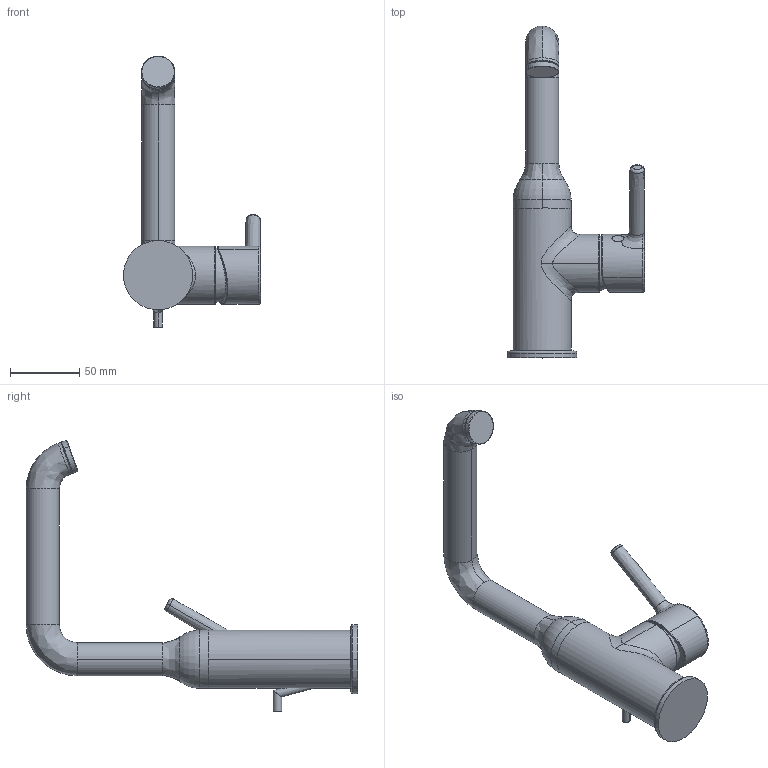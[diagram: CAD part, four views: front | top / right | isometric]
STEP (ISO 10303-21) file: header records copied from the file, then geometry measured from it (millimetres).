
FILE_DESCRIPTION (( 'STEP AP203' ), '1' );
FILE_NAME ('54542207(2022).STEP', '2022-02-09T06:46:59', ( '' ), ( '' ), 'SwSTEP 2.0', 'SolidWorks 2016', '' );
FILE_SCHEMA (( 'CONFIG_CONTROL_DESIGN' ));
Length unit declared in the file: millimetre
Products named in the file (1): 54542207(2022)
Bounding box: 98.91 x 239.4 x 196.01 mm (x, y, z)
Volume: 373521.1 mm3; surface area: 51558.2 mm2
Topology: 1 solids, 2 shells, 88 faces, 198 edges, 122 vertices
Faces by surface type: bspline 38, cylinder 28, plane 14, torus 5, cone 2, sphere 1
Entity records: 8934 total; most frequent: CARTESIAN_POINT 7163, ORIENTED_EDGE 392, DIRECTION 286, EDGE_CURVE 196, AXIS2_PLACEMENT_3D 125, VERTEX_POINT 121, EDGE_LOOP 97, ADVANCED_FACE 88
